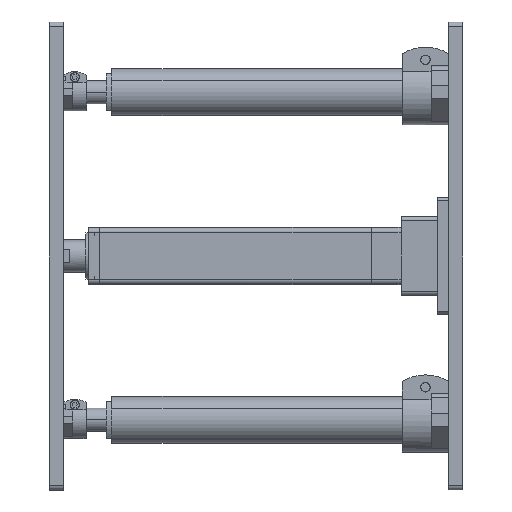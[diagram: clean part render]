
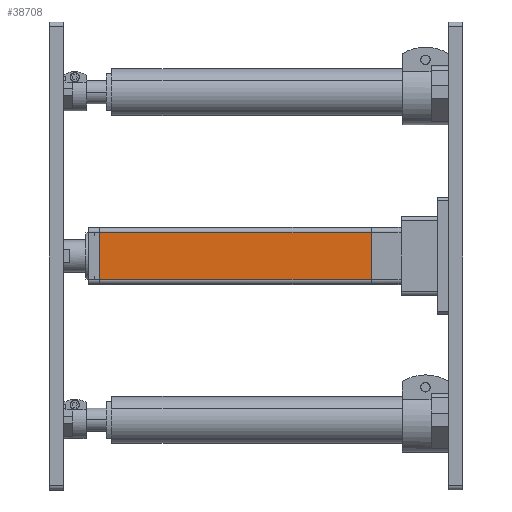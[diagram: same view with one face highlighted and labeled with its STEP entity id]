
A CAD part, left-side view. The second image highlights one B-rep face of the part: STEP entity #38708.
In plain terms, the highlighted face is planar.
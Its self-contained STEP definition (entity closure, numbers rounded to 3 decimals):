
#3068 = DIRECTION ( 'NONE',  ( 0., 0., -1. ) ) ;
#4201 = LINE ( 'NONE', #59293, #66443 ) ;
#6042 = DIRECTION ( 'NONE',  ( 0., 0., 1. ) ) ;
#8498 = ORIENTED_EDGE ( 'NONE', *, *, #39485, .F. ) ;
#9015 = LINE ( 'NONE', #33161, #43647 ) ;
#9207 = DIRECTION ( 'NONE',  ( 0., 0., -1. ) ) ;
#11128 = EDGE_CURVE ( 'NONE', #38023, #66060, #56767, .T. ) ;
#12976 = DIRECTION ( 'NONE',  ( 1., 0., 0. ) ) ;
#17306 = ORIENTED_EDGE ( 'NONE', *, *, #53341, .T. ) ;
#18338 = EDGE_CURVE ( 'NONE', #51682, #66060, #71675, .T. ) ;
#19090 = PLANE ( 'NONE',  #72747 ) ;
#19464 = CARTESIAN_POINT ( 'NONE',  ( 25.498, -30.492, 0. ) ) ;
#20045 = VECTOR ( 'NONE', #12976, 1000. ) ;
#23127 = ORIENTED_EDGE ( 'NONE', *, *, #18338, .T. ) ;
#23468 = DIRECTION ( 'NONE',  ( 0., 1., 0. ) ) ;
#24093 = VECTOR ( 'NONE', #9207, 1000. ) ;
#26894 = CARTESIAN_POINT ( 'NONE',  ( -25.502, -30.492, 0. ) ) ;
#29236 = CARTESIAN_POINT ( 'NONE',  ( 25.498, -30.492, 0. ) ) ;
#33161 = CARTESIAN_POINT ( 'NONE',  ( -25.502, -30.492, 290. ) ) ;
#35131 = CARTESIAN_POINT ( 'NONE',  ( -25.502, -30.492, 290. ) ) ;
#38023 = VERTEX_POINT ( 'NONE', #46255 ) ;
#38708 = ADVANCED_FACE ( 'NONE', ( #47690 ), #19090, .F. ) ;
#39485 = EDGE_CURVE ( 'NONE', #75822, #38023, #4201, .T. ) ;
#42520 = CARTESIAN_POINT ( 'NONE',  ( 25.498, -30.492, 290. ) ) ;
#43647 = VECTOR ( 'NONE', #3068, 1000. ) ;
#46255 = CARTESIAN_POINT ( 'NONE',  ( 25.498, -30.492, 290. ) ) ;
#47690 = FACE_OUTER_BOUND ( 'NONE', #51031, .T. ) ;
#51031 = EDGE_LOOP ( 'NONE', ( #23127, #56630, #8498, #17306 ) ) ;
#51682 = VERTEX_POINT ( 'NONE', #26894 ) ;
#53341 = EDGE_CURVE ( 'NONE', #75822, #51682, #9015, .T. ) ;
#56630 = ORIENTED_EDGE ( 'NONE', *, *, #11128, .F. ) ;
#56767 = LINE ( 'NONE', #75000, #24093 ) ;
#59293 = CARTESIAN_POINT ( 'NONE',  ( 25.498, -30.492, 290. ) ) ;
#66060 = VERTEX_POINT ( 'NONE', #19464 ) ;
#66443 = VECTOR ( 'NONE', #71959, 1000. ) ;
#71675 = LINE ( 'NONE', #29236, #20045 ) ;
#71959 = DIRECTION ( 'NONE',  ( 1., 0., 0. ) ) ;
#72747 = AXIS2_PLACEMENT_3D ( 'NONE', #42520, #23468, #6042 ) ;
#75000 = CARTESIAN_POINT ( 'NONE',  ( 25.498, -30.492, 290. ) ) ;
#75822 = VERTEX_POINT ( 'NONE', #35131 ) ;
